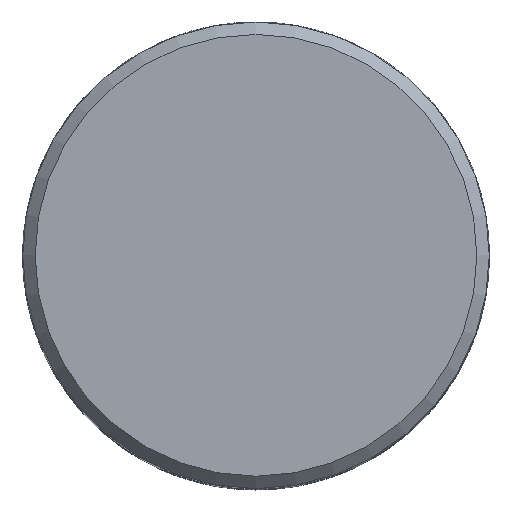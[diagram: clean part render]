
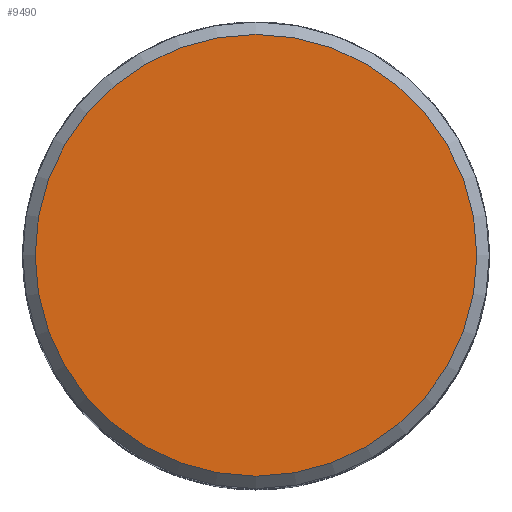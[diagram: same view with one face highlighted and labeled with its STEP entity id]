
A CAD part, top view. The second image highlights one B-rep face of the part: STEP entity #9490.
In plain terms, the highlighted planar face has unit normal (0, 0, 1).
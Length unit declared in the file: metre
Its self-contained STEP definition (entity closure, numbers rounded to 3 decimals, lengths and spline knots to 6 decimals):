
#18=PLANE('',#10032);
#3690=ORIENTED_EDGE('',*,*,#6532,.T.);
#6532=EDGE_CURVE('',#7925,#7925,#7955,.T.);
#7925=VERTEX_POINT('',#17227);
#7955=CIRCLE('',#10033,0.0355);
#8153=EDGE_LOOP('',(#3690));
#8776=FACE_BOUND('',#8153,.T.);
#9490=ADVANCED_FACE('',(#8776),#18,.T.);
#10032=AXIS2_PLACEMENT_3D('',#17225,#11140,#11141);
#10033=AXIS2_PLACEMENT_3D('',#17226,#11142,#11143);
#11140=DIRECTION('',(0.,0.,1.));
#11141=DIRECTION('',(1.,0.,0.));
#11142=DIRECTION('',(0.,0.,1.));
#11143=DIRECTION('',(1.,0.,0.));
#17225=CARTESIAN_POINT('',(0.,0.,0.127));
#17226=CARTESIAN_POINT('',(0.,0.,0.127));
#17227=CARTESIAN_POINT('',(0.0355,0.,0.127));
